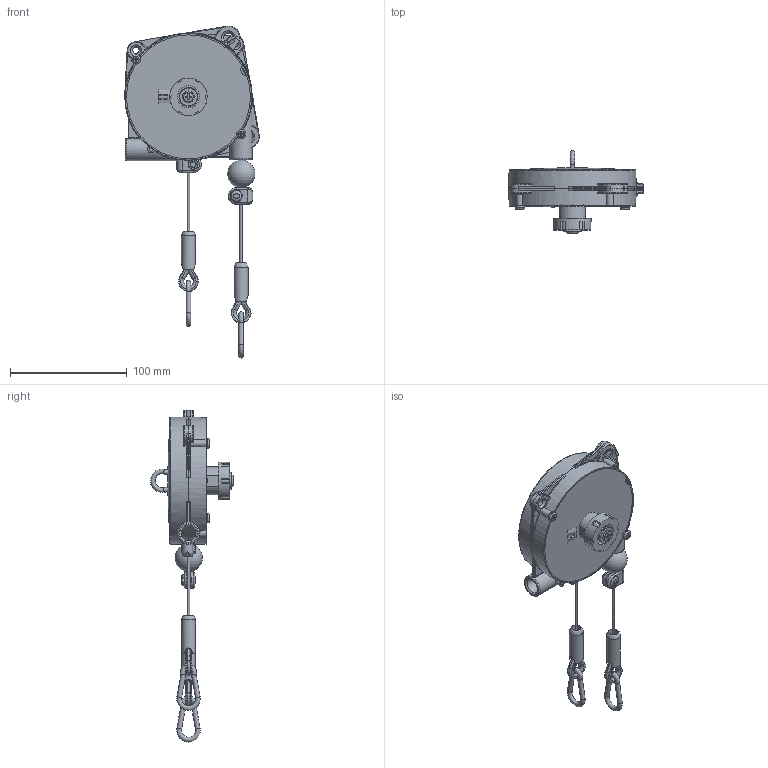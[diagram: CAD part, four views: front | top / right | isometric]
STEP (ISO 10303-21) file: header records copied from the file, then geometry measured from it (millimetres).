
FILE_DESCRIPTION( ( 'Unknown' ), '1' );
FILE_NAME( '9300-001-01-02-03.stp', 'Unknown', ( 'Unknown' ), ( 'Unknown' ), 'XStep 1.0', 'Unknown', ' ' );
FILE_SCHEMA( ( 'automotive_design' ) );
Length unit declared in the file: millimetre
Products named in the file (18): Assem1; Assem2; 20122; 20649; 21223; 30297; 32041; 33284; 33285; Dado Esagonale_M5; VITE TS_CALOTTA M5 X 8 UNI 7689 Z_B; 47195; 30293; Vite a croce M4; 32045; 30292; rondella piane a fascia larga_5.3; Vite a croce M5
Bounding box: 115.07 x 70.98 x 283.96 mm (x, y, z)
Volume: 166297.2 mm3; surface area: 172594.5 mm2
Topology: 42 solids, 42 shells, 986 faces, 2417 edges, 1454 vertices
Faces by surface type: plane 419, cylinder 256, torus 105, bspline 103, cone 76, sphere 27
Full cylindrical faces by diameter (mm): 2 x9, 2.5 x3, 3.242 x6, 4 x12, 5 x8, 5.1 x6, 5.3 x2, 5.5 x2, 6 x3, 8 x8, 9.2 x3, 10 x5, 12 x3, 13 x2, 14 x2, 15 x2, 19 x4, 19.8 x2, 20 x2, 32 x2, 104 x2, 106 x2
Entity records: 17899 total; most frequent: CARTESIAN_POINT 8598, DIRECTION 1872, ORIENTED_EDGE 1796, EDGE_CURVE 898, AXIS2_PLACEMENT_3D 767, VERTEX_POINT 580, EDGE_LOOP 515, FACE_OUTER_BOUND 470
